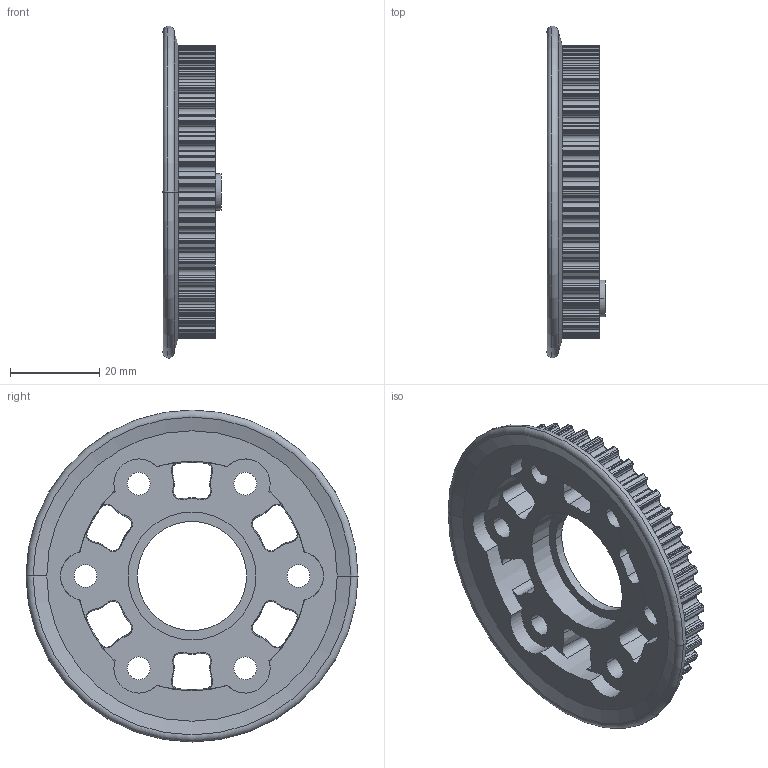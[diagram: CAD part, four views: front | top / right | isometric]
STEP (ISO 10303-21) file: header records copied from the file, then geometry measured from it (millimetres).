
FILE_DESCRIPTION (( 'STEP AP214' ), '1' );
FILE_NAME ('42 tooth HTD Pulley half rev 2.STEP', '2013-08-27T13:44:56', ( '' ), ( '' ), 'SwSTEP 2.0', 'SolidWorks 2010', '' );
FILE_SCHEMA (( 'AUTOMOTIVE_DESIGN' ));
Length unit declared in the file: inch
Products named in the file (1): 42 tooth HTD Pulley half rev 2
Bounding box: 13 x 74.22 x 74.22 mm (x, y, z)
Volume: 21056.9 mm3; surface area: 12986.9 mm2
Topology: 1 solids, 1 shells, 892 faces, 2586 edges, 1694 vertices
Faces by surface type: cylinder 698, plane 132, cone 58, torus 4
Entity records: 30432 total; most frequent: DIRECTION 6058, CARTESIAN_POINT 5209, ORIENTED_EDGE 5172, AXIS2_PLACEMENT_3D 2591, EDGE_CURVE 2586, CIRCLE 1698, VERTEX_POINT 1694, EDGE_LOOP 916
